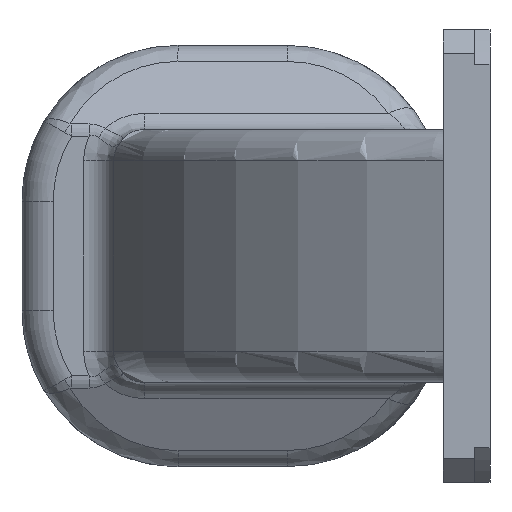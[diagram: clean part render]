
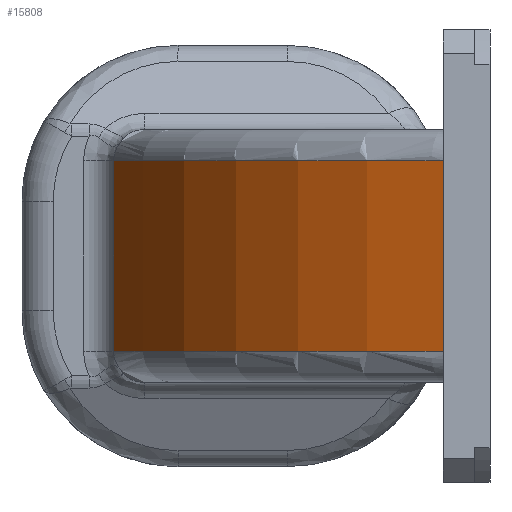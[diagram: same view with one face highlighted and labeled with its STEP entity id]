
A CAD part, left-side view. The second image highlights one B-rep face of the part: STEP entity #15808.
In plain terms, the highlighted cylindrical face has radius 34.5 mm (diameter 69 mm), a partial arc.
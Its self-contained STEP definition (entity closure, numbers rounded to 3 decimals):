
#4451=DIRECTION('',(0.,0.,1.));
#4452=VECTOR('',#4451,12.2);
#4453=CARTESIAN_POINT('',(-17.44,23.126,
-6.1));
#4454=LINE('891',#4453,#4452);
#4455=CARTESIAN_POINT('',(-7.8,-10.,6.1));
#4456=DIRECTION('',(0.,0.,1.));
#4457=DIRECTION('',(-0.279,0.96,0.));
#4458=AXIS2_PLACEMENT_3D('',#4455,#4456,#4457);
#4460=DIRECTION('',(0.,0.,1.));
#4461=VECTOR('',#4460,12.2);
#4462=CARTESIAN_POINT('',(-40.146,2.,-6.1));
#4463=LINE('888',#4462,#4461);
#4464=CARTESIAN_POINT('',(-7.8,-10.,-6.1));
#4465=DIRECTION('',(0.,0.,-1.));
#4466=DIRECTION('',(-0.938,0.348,0.));
#4467=AXIS2_PLACEMENT_3D('',#4464,#4465,#4466);
#7836=CARTESIAN_POINT('',(-40.146,2.,-6.1));
#7837=CARTESIAN_POINT('',(-40.146,2.,6.1));
#7838=VERTEX_POINT('',#7836);
#7839=VERTEX_POINT('',#7837);
#7842=CARTESIAN_POINT('',(-17.44,23.126,
-6.1));
#7843=CARTESIAN_POINT('',(-17.44,23.126,6.1));
#7844=VERTEX_POINT('',#7842);
#7845=VERTEX_POINT('',#7843);
#15796=CARTESIAN_POINT('',(-7.8,-10.,-8.1));
#15797=DIRECTION('',(0.,0.,1.));
#15798=DIRECTION('',(1.,0.,0.));
#15799=AXIS2_PLACEMENT_3D('',#15796,#15797,#15798);
#15800=CYLINDRICAL_SURFACE('294',#15799,34.5);
#15801=ORIENTED_EDGE('891',*,*,#15780,.T.);
#15802=ORIENTED_EDGE('895',*,*,#15615,.T.);
#15803=ORIENTED_EDGE('888',*,*,#9789,.F.);
#15805=ORIENTED_EDGE('893',*,*,#15804,.T.);
#15806=EDGE_LOOP('294',(#15801,#15802,#15803,#15805));
#15807=FACE_OUTER_BOUND('294',#15806,.F.);
#4459=CIRCLE('895',#4458,34.5);
#4468=CIRCLE('893',#4467,34.5);
#9789=EDGE_CURVE('888',#7838,#7839,#4463,.T.);
#15615=EDGE_CURVE('895',#7845,#7839,#4459,.T.);
#15780=EDGE_CURVE('891',#7844,#7845,#4454,.T.);
#15804=EDGE_CURVE('893',#7838,#7844,#4468,.T.);
#15808=ADVANCED_FACE('294',(#15807),#15800,.T.);
